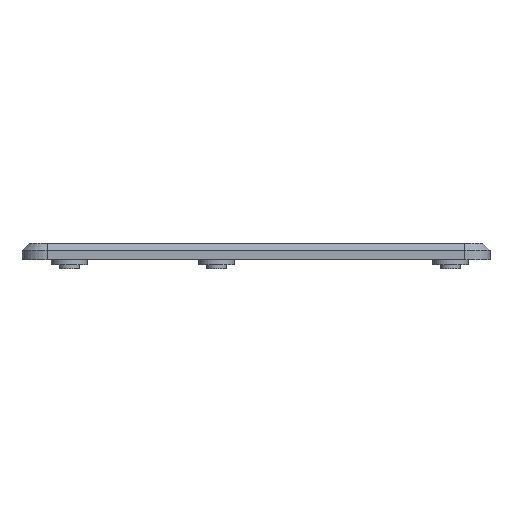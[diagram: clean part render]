
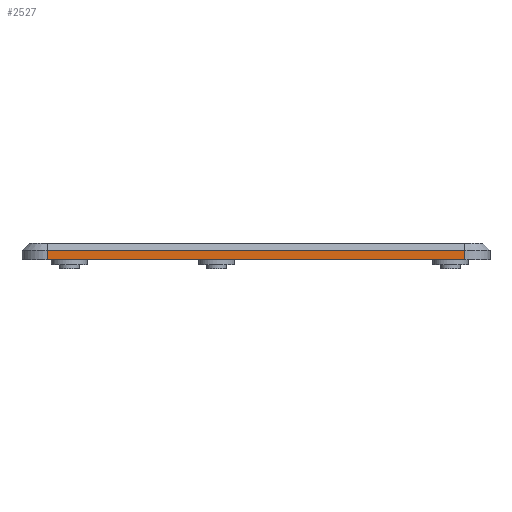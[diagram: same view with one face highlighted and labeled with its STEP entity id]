
A CAD part, left-side view. The second image highlights one B-rep face of the part: STEP entity #2527.
In plain terms, the highlighted planar face has unit normal (-1, 0, 0).
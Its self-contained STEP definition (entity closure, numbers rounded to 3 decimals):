
#193=LINE('',#4067,#436);
#200=LINE('',#4088,#443);
#202=LINE('',#4094,#445);
#203=LINE('',#4095,#446);
#436=VECTOR('',#3276,10.);
#443=VECTOR('',#3301,10.);
#445=VECTOR('',#3307,10.);
#446=VECTOR('',#3308,10.);
#676=FACE_OUTER_BOUND('',#868,.T.);
#868=EDGE_LOOP('',(#2005,#2006,#2007,#2008));
#1243=VERTEX_POINT('',#4061);
#1244=VERTEX_POINT('',#4065);
#1249=VERTEX_POINT('',#4087);
#1251=VERTEX_POINT('',#4093);
#1517=EDGE_CURVE('',#1243,#1244,#193,.T.);
#1527=EDGE_CURVE('',#1249,#1244,#200,.T.);
#1530=EDGE_CURVE('',#1251,#1243,#202,.T.);
#1531=EDGE_CURVE('',#1251,#1249,#203,.T.);
#2005=ORIENTED_EDGE('',*,*,#1517,.F.);
#2006=ORIENTED_EDGE('',*,*,#1530,.F.);
#2007=ORIENTED_EDGE('',*,*,#1531,.T.);
#2008=ORIENTED_EDGE('',*,*,#1527,.T.);
#2420=PLANE('',#2775);
#2527=ADVANCED_FACE('',(#676),#2420,.T.);
#2775=AXIS2_PLACEMENT_3D('',#4092,#3305,#3306);
#3276=DIRECTION('',(0.,-1.,0.));
#3301=DIRECTION('',(0.,0.,1.));
#3305=DIRECTION('center_axis',(-1.,0.,0.));
#3306=DIRECTION('ref_axis',(0.,-1.,0.));
#3307=DIRECTION('',(0.,0.,1.));
#3308=DIRECTION('',(0.,-1.,0.));
#4061=CARTESIAN_POINT('',(-109.,56.85,5.6));
#4065=CARTESIAN_POINT('',(-109.,-59.25,5.6));
#4067=CARTESIAN_POINT('',(-109.,27.825,5.6));
#4087=CARTESIAN_POINT('',(-109.,-59.25,3.));
#4088=CARTESIAN_POINT('',(-109.,-59.25,1.6));
#4092=CARTESIAN_POINT('Origin',(-109.,56.85,1.6));
#4093=CARTESIAN_POINT('',(-109.,56.85,3.));
#4094=CARTESIAN_POINT('',(-109.,56.85,1.6));
#4095=CARTESIAN_POINT('',(-109.,27.825,3.));
